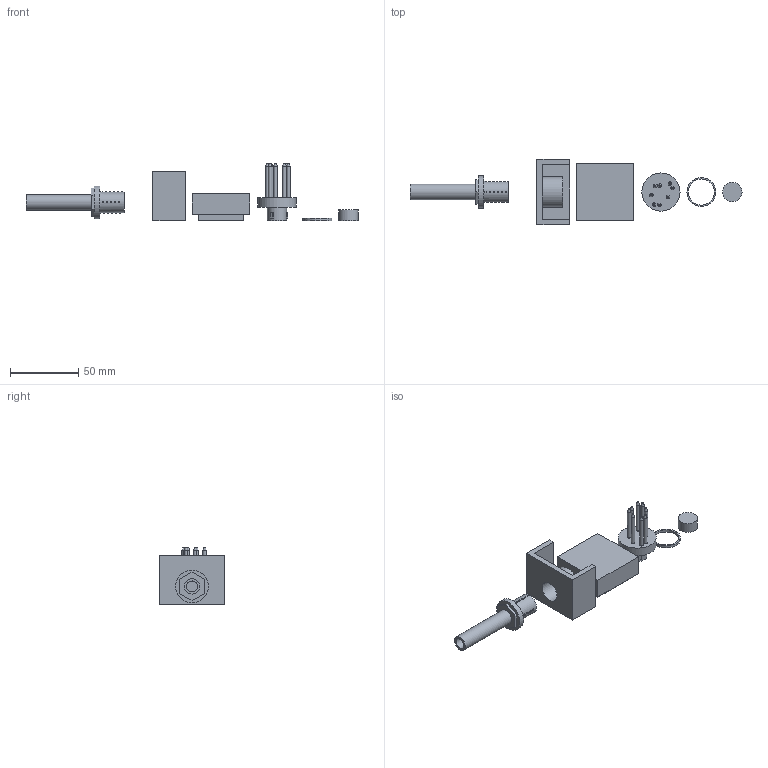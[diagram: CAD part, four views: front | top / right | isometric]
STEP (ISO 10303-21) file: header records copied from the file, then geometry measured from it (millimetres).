
FILE_DESCRIPTION(('Open CASCADE Model'),'2;1');
FILE_NAME('Open CASCADE Shape Model','2026-01-16T22:09:55',('Author'),( 'Open CASCADE'),'Open CASCADE STEP processor 7.7','Open CASCADE 7.7' ,'Unknown');
FILE_SCHEMA(('AUTOMOTIVE_DESIGN { 1 0 10303 214 1 1 1 1 }'));
Length unit declared in the file: millimetre
Products named in the file (11): Open CASCADE STEP translator 7.7 1; Open CASCADE STEP translator 7.7 1.1; Open CASCADE STEP translator 7.7 1.2; Open CASCADE STEP translator 7.7 1.3; Open CASCADE STEP translator 7.7 1.4; Open CASCADE STEP translator 7.7 1.4.1; Open CASCADE STEP translator 7.7 1.4.2; Open CASCADE STEP translator 7.7 1.4.3; Open CASCADE STEP translator 7.7 1.4.4; Open CASCADE STEP translator 7.7 1.5; Open CASCADE STEP translator 7.7 1.6
Assembly tree (10 placements, depth 3):
  Open CASCADE STEP translator 7.7 1
    Open CASCADE STEP translator 7.7 1.1
    Open CASCADE STEP translator 7.7 1.2
    Open CASCADE STEP translator 7.7 1.3
    Open CASCADE STEP translator 7.7 1.4
      Open CASCADE STEP translator 7.7 1.4.1
      Open CASCADE STEP translator 7.7 1.4.2
      Open CASCADE STEP translator 7.7 1.4.3
      Open CASCADE STEP translator 7.7 1.4.4
    Open CASCADE STEP translator 7.7 1.5
    Open CASCADE STEP translator 7.7 1.6
Bounding box: 243.4 x 48 x 42.25 mm (x, y, z)
Volume: 62261.6 mm3; surface area: 28251.9 mm2
Topology: 9 solids, 9 shells, 323 faces, 807 edges, 536 vertices
Faces by surface type: plane 291, cylinder 24, cone 8
Full cylindrical faces by diameter (mm): 2.5 x8, 8 x1, 11.2 x1, 11.6 x1, 14 x1, 14.2 x2, 15 x1, 15.1 x1, 19.2 x2, 21.2 x2, 24 x1, 28 x1
Entity records: 20385 total; most frequent: CARTESIAN_POINT 3711, DIRECTION 3120, LINE 2163, VECTOR 2163, ORIENTED_EDGE 1614, PCURVE 1614, DEFINITIONAL_REPRESENTATION 1614, EDGE_CURVE 807
